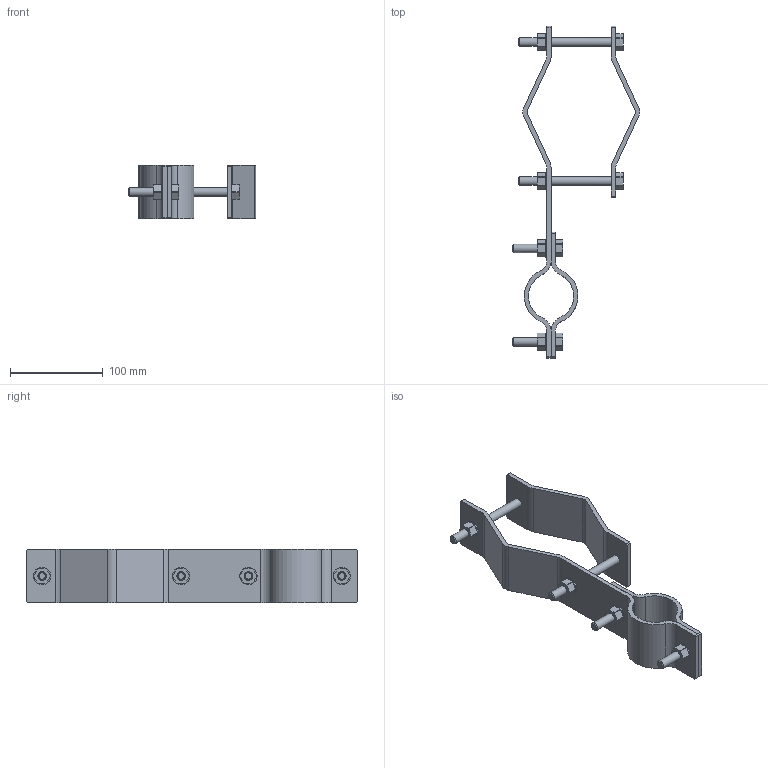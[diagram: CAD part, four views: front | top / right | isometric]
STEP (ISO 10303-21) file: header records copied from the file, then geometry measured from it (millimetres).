
FILE_DESCRIPTION(('FreeCAD Model'),'2;1');
FILE_NAME('Open CASCADE Shape Model','2025-05-03T05:44:11',('FreeCAD'),( 'FreeCAD'),'Open CASCADE STEP processor 7.6','FreeCAD','Unknown');
FILE_SCHEMA(('AUTOMOTIVE_DESIGN { 1 0 10303 214 1 1 1 1 }'));
Length unit declared in the file: millimetre
Products named in the file (1): Open CASCADE STEP translator 7.6 1
Bounding box: 136.92 x 357.1 x 57.3 mm (x, y, z)
Volume: 226309.5 mm3; surface area: 110113.4 mm2
Topology: 11 solids, 11 shells, 214 faces, 552 edges, 368 vertices
Faces by surface type: bspline 214
Entity records: 6406 total; most frequent: CARTESIAN_POINT 3161, ORIENTED_EDGE 1104, EDGE_CURVE 552, VERTEX_POINT 368, B_SPLINE_CURVE_WITH_KNOTS 360, FACE_BOUND 246, EDGE_LOOP 246, ADVANCED_FACE 214
